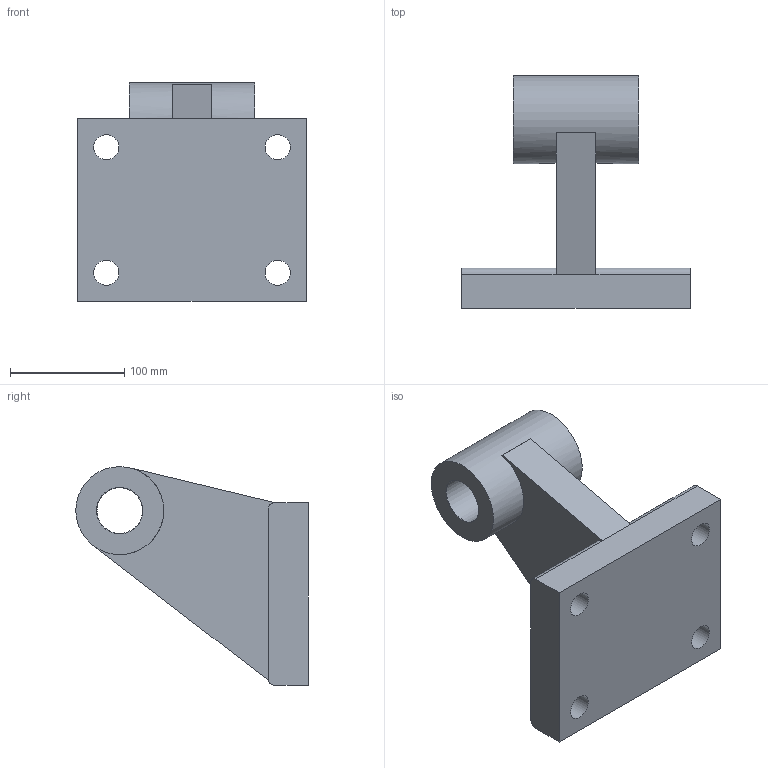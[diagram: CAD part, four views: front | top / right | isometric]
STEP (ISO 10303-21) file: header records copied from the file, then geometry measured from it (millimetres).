
FILE_DESCRIPTION(/* description */ ('STEP AP214'),/* implementation_level */ '2;1');
FILE_NAME(/* name */ '9039_LN-250',/* time_stamp */ '2024-09-04T18:46:29+02:00',/* author */ ('License CC BY-ND 4.0'),/* organization */ ('CADENAS'),/* preprocessor_version */ 'ST-DEVELOPER v19.3',/* originating_system */ 'PARTsolutions',/* authorisation */ ' ');
FILE_SCHEMA (('AUTOMOTIVE_DESIGN {1 0 10303 214 3 1 1}'));
Length unit declared in the file: millimetre
Products named in the file (1): 9039 LN-250
Bounding box: 200 x 203.5 x 191.5 mm (x, y, z)
Volume: 1914665.4 mm3; surface area: 170674.5 mm2
Topology: 1 solids, 1 shells, 35 faces, 83 edges, 54 vertices
Faces by surface type: plane 18, cylinder 15, cone 2
Full cylindrical faces by diameter (mm): 22 x4, 32 x4, 40 x1, 77 x1
Entity records: 986 total; most frequent: DIRECTION 174, CARTESIAN_POINT 156, ORIENTED_EDGE 136, AXIS2_PLACEMENT_3D 70, EDGE_CURVE 68, EDGE_LOOP 62, FACE_BOUND 62, VERTEX_POINT 52
